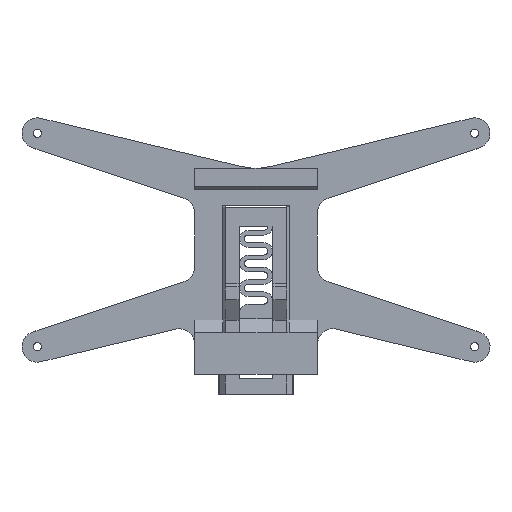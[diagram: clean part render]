
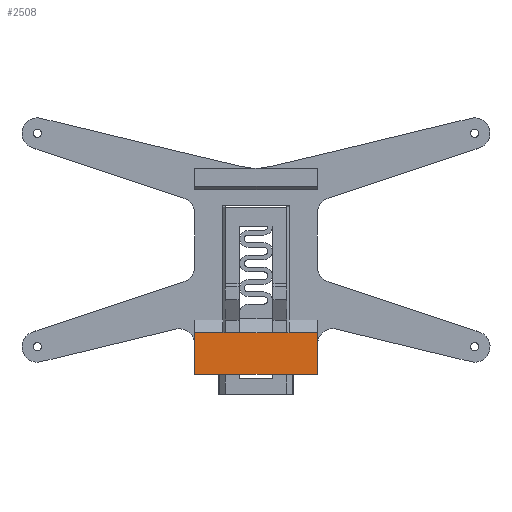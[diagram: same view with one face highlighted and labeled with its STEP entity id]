
A CAD part, front view. The second image highlights one B-rep face of the part: STEP entity #2508.
In plain terms, the highlighted planar face has unit normal (0, -1, 0).
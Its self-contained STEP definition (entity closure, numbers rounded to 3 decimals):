
#61 = VERTEX_POINT ( 'NONE', #4102 ) ;
#114 = DIRECTION ( 'NONE',  ( 0., 0., -1. ) ) ;
#135 = CARTESIAN_POINT ( 'NONE',  ( 275., 161.5, -382.134 ) ) ;
#170 = VECTOR ( 'NONE', #936, 1000. ) ;
#215 = LINE ( 'NONE', #2436, #2083 ) ;
#330 = EDGE_CURVE ( 'NONE', #359, #2998, #4397, .T. ) ;
#359 = VERTEX_POINT ( 'NONE', #1544 ) ;
#392 = PLANE ( 'NONE',  #2936 ) ;
#412 = VECTOR ( 'NONE', #3128, 1000. ) ;
#479 = EDGE_CURVE ( 'NONE', #1246, #3411, #3054, .T. ) ;
#500 = CARTESIAN_POINT ( 'NONE',  ( -272.055, 161.5, -413.634 ) ) ;
#672 = VERTEX_POINT ( 'NONE', #3996 ) ;
#718 = CARTESIAN_POINT ( 'NONE',  ( 295., 161.5, -382.134 ) ) ;
#874 = CARTESIAN_POINT ( 'NONE',  ( 284.25, 161.5, -413.634 ) ) ;
#928 = DIRECTION ( 'NONE',  ( 0., 0., -1. ) ) ;
#936 = DIRECTION ( 'NONE',  ( 1., 0., 0. ) ) ;
#972 = VECTOR ( 'NONE', #4210, 1000. ) ;
#1168 = EDGE_CURVE ( 'NONE', #61, #3527, #2810, .T. ) ;
#1204 = VECTOR ( 'NONE', #4543, 1000. ) ;
#1206 = CARTESIAN_POINT ( 'NONE',  ( 325.162, 161.5, -413.634 ) ) ;
#1246 = VERTEX_POINT ( 'NONE', #4088 ) ;
#1262 = DIRECTION ( 'NONE',  ( -1., 0., 0. ) ) ;
#1355 = CARTESIAN_POINT ( 'NONE',  ( 325.162, 161.5, -413.634 ) ) ;
#1360 = ORIENTED_EDGE ( 'NONE', *, *, #3428, .T. ) ;
#1485 = EDGE_CURVE ( 'NONE', #359, #3527, #215, .T. ) ;
#1544 = CARTESIAN_POINT ( 'NONE',  ( 315., 161.5, -413.634 ) ) ;
#1605 = CARTESIAN_POINT ( 'NONE',  ( 393.675, 161.5, -413.634 ) ) ;
#1732 = VERTEX_POINT ( 'NONE', #3446 ) ;
#1885 = ORIENTED_EDGE ( 'NONE', *, *, #1168, .T. ) ;
#2083 = VECTOR ( 'NONE', #928, 1000. ) ;
#2167 = CARTESIAN_POINT ( 'NONE',  ( 315., 161.5, -427.134 ) ) ;
#2226 = DIRECTION ( 'NONE',  ( 0., 0., 1. ) ) ;
#2272 = DIRECTION ( 'NONE',  ( 0., -1., 0. ) ) ;
#2378 = ORIENTED_EDGE ( 'NONE', *, *, #2727, .T. ) ;
#2388 = VECTOR ( 'NONE', #2823, 1000. ) ;
#2426 = EDGE_LOOP ( 'NONE', ( #3998, #3481, #3857, #2839, #2378, #4618, #1360, #1885 ) ) ;
#2436 = CARTESIAN_POINT ( 'NONE',  ( 315., 161.5, -382.134 ) ) ;
#2508 = ADVANCED_FACE ( 'NONE', ( #3755 ), #392, .T. ) ;
#2624 = CARTESIAN_POINT ( 'NONE',  ( 325.162, 161.5, -413.634 ) ) ;
#2727 = EDGE_CURVE ( 'NONE', #672, #3411, #4572, .T. ) ;
#2759 = EDGE_CURVE ( 'NONE', #2998, #1732, #3986, .T. ) ;
#2810 = LINE ( 'NONE', #4313, #170 ) ;
#2823 = DIRECTION ( 'NONE',  ( -1., 0., 0. ) ) ;
#2839 = ORIENTED_EDGE ( 'NONE', *, *, #3008, .T. ) ;
#2936 = AXIS2_PLACEMENT_3D ( 'NONE', #718, #2272, #2226 ) ;
#2998 = VERTEX_POINT ( 'NONE', #3894 ) ;
#3008 = EDGE_CURVE ( 'NONE', #1732, #672, #4308, .T. ) ;
#3054 = LINE ( 'NONE', #500, #412 ) ;
#3128 = DIRECTION ( 'NONE',  ( 1., 0., 0. ) ) ;
#3264 = VECTOR ( 'NONE', #114, 1000. ) ;
#3411 = VERTEX_POINT ( 'NONE', #874 ) ;
#3428 = EDGE_CURVE ( 'NONE', #1246, #61, #4276, .T. ) ;
#3446 = CARTESIAN_POINT ( 'NONE',  ( 300.25, 161.5, -413.634 ) ) ;
#3481 = ORIENTED_EDGE ( 'NONE', *, *, #330, .T. ) ;
#3527 = VERTEX_POINT ( 'NONE', #2167 ) ;
#3755 = FACE_OUTER_BOUND ( 'NONE', #2426, .T. ) ;
#3857 = ORIENTED_EDGE ( 'NONE', *, *, #2759, .T. ) ;
#3894 = CARTESIAN_POINT ( 'NONE',  ( 305.75, 161.5, -413.634 ) ) ;
#3986 = LINE ( 'NONE', #1355, #2388 ) ;
#3996 = CARTESIAN_POINT ( 'NONE',  ( 289.75, 161.5, -413.634 ) ) ;
#3998 = ORIENTED_EDGE ( 'NONE', *, *, #1485, .F. ) ;
#4088 = CARTESIAN_POINT ( 'NONE',  ( 275., 161.5, -413.634 ) ) ;
#4102 = CARTESIAN_POINT ( 'NONE',  ( 275., 161.5, -427.134 ) ) ;
#4210 = DIRECTION ( 'NONE',  ( -1., 0., 0. ) ) ;
#4276 = LINE ( 'NONE', #135, #3264 ) ;
#4308 = LINE ( 'NONE', #1605, #4749 ) ;
#4313 = CARTESIAN_POINT ( 'NONE',  ( 264.837, 161.5, -427.134 ) ) ;
#4397 = LINE ( 'NONE', #2624, #1204 ) ;
#4543 = DIRECTION ( 'NONE',  ( -1., 0., 0. ) ) ;
#4572 = LINE ( 'NONE', #1206, #972 ) ;
#4618 = ORIENTED_EDGE ( 'NONE', *, *, #479, .F. ) ;
#4749 = VECTOR ( 'NONE', #1262, 1000. ) ;
